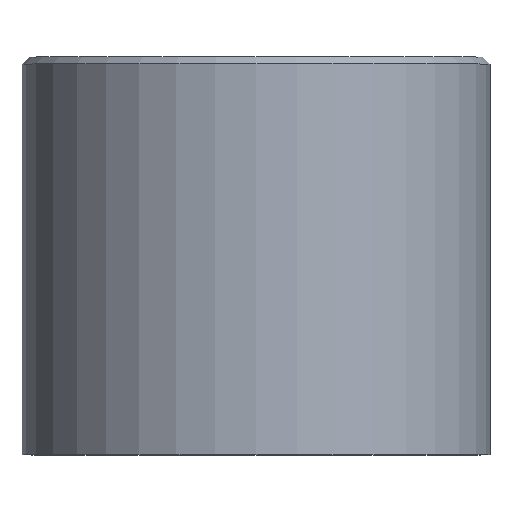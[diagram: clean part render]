
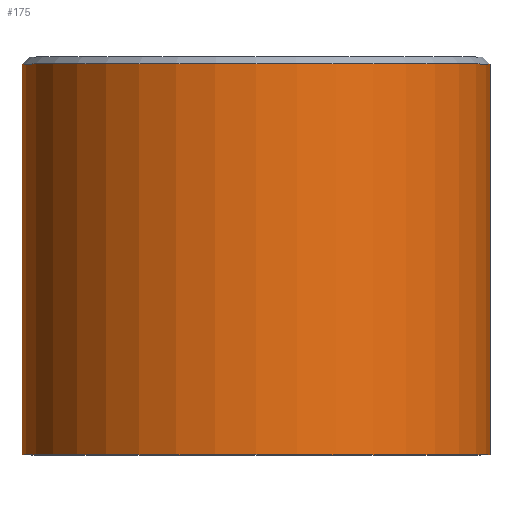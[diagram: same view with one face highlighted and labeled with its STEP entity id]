
A CAD part, top view. The second image highlights one B-rep face of the part: STEP entity #175.
In plain terms, the highlighted cylindrical face has radius 10 mm (diameter 20 mm), a full revolution.
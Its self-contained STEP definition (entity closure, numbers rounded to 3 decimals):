
#25=CYLINDRICAL_SURFACE('',#203,10.);
#29=FACE_OUTER_BOUND('',#41,.T.);
#41=EDGE_LOOP('',(#131,#132,#133,#134));
#55=LINE('',#292,#67);
#67=VECTOR('',#234,10.);
#79=CIRCLE('',#202,10.);
#80=CIRCLE('',#204,10.);
#90=VERTEX_POINT('',#287);
#91=VERTEX_POINT('',#291);
#106=EDGE_CURVE('',#90,#90,#79,.T.);
#107=EDGE_CURVE('',#90,#91,#55,.T.);
#108=EDGE_CURVE('',#91,#91,#80,.T.);
#131=ORIENTED_EDGE('',*,*,#106,.F.);
#132=ORIENTED_EDGE('',*,*,#107,.T.);
#133=ORIENTED_EDGE('',*,*,#108,.T.);
#134=ORIENTED_EDGE('',*,*,#107,.F.);
#175=ADVANCED_FACE('',(#29),#25,.T.);
#202=AXIS2_PLACEMENT_3D('',#289,#230,#231);
#203=AXIS2_PLACEMENT_3D('',#290,#232,#233);
#204=AXIS2_PLACEMENT_3D('',#293,#235,#236);
#230=DIRECTION('center_axis',(0.,1.,0.));
#231=DIRECTION('ref_axis',(1.,0.,0.));
#232=DIRECTION('center_axis',(0.,1.,0.));
#233=DIRECTION('ref_axis',(1.,0.,0.));
#234=DIRECTION('',(0.,-1.,0.));
#235=DIRECTION('center_axis',(0.,1.,0.));
#236=DIRECTION('ref_axis',(1.,0.,0.));
#287=CARTESIAN_POINT('',(-10.,16.7,0.));
#289=CARTESIAN_POINT('Origin',(0.,16.7,0.));
#290=CARTESIAN_POINT('Origin',(0.,0.,0.));
#291=CARTESIAN_POINT('',(-10.,0.,0.));
#292=CARTESIAN_POINT('',(-10.,0.,0.));
#293=CARTESIAN_POINT('Origin',(0.,0.,0.));
